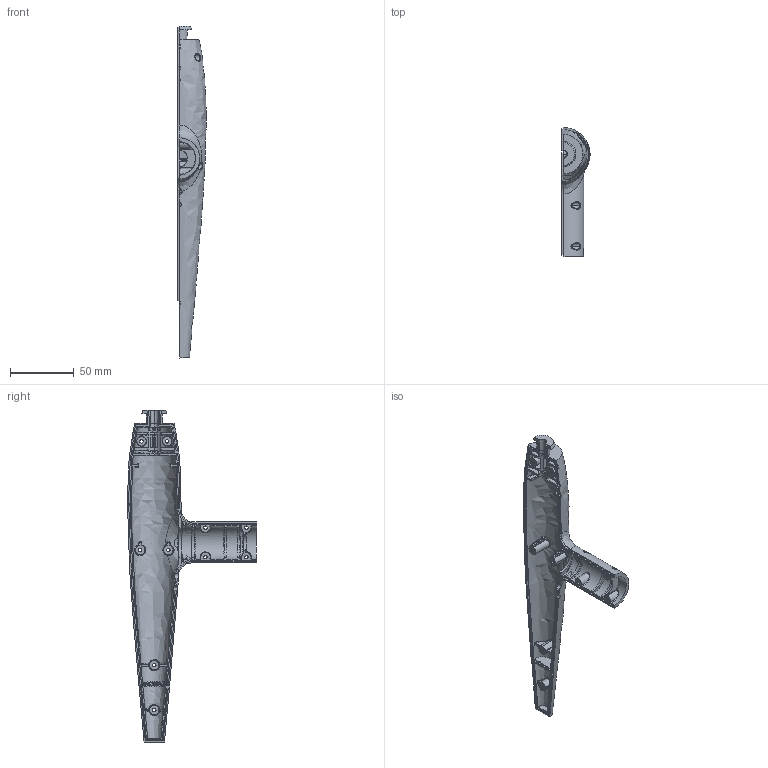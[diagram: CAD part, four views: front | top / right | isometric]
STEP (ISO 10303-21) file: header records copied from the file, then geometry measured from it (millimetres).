
FILE_DESCRIPTION (( 'STEP AP214' ), '1' );
FILE_NAME ('body-port.STEP', '2023-01-05T21:28:21', ( '' ), ( '' ), 'SwSTEP 2.0', 'SolidWorks 2016', '' );
FILE_SCHEMA (( 'AUTOMOTIVE_DESIGN' ));
Length unit declared in the file: millimetre
Products named in the file (2): body-port
Bounding box: 22.05 x 101.04 x 259.49 mm (x, y, z)
Volume: 51347.2 mm3; surface area: 40088.9 mm2
Topology: 1 solids, 1 shells, 453 faces, 1208 edges, 779 vertices
Faces by surface type: plane 174, bspline 165, cone 80, cylinder 34
Entity records: 28115 total; most frequent: CARTESIAN_POINT 18567, ORIENTED_EDGE 2416, DIRECTION 1337, EDGE_CURVE 1208, VERTEX_POINT 779, B_SPLINE_CURVE_WITH_KNOTS 536, EDGE_LOOP 495, AXIS2_PLACEMENT_3D 456
